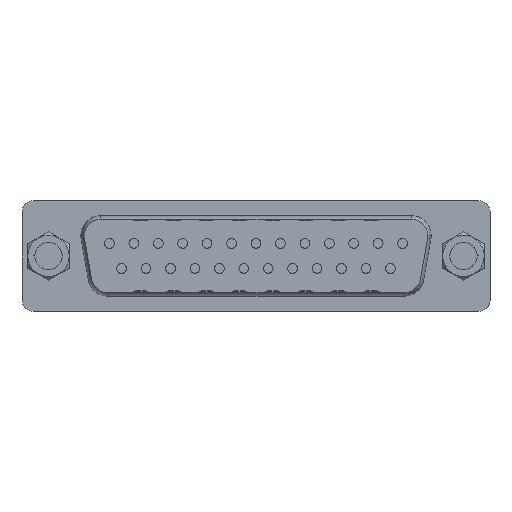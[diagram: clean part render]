
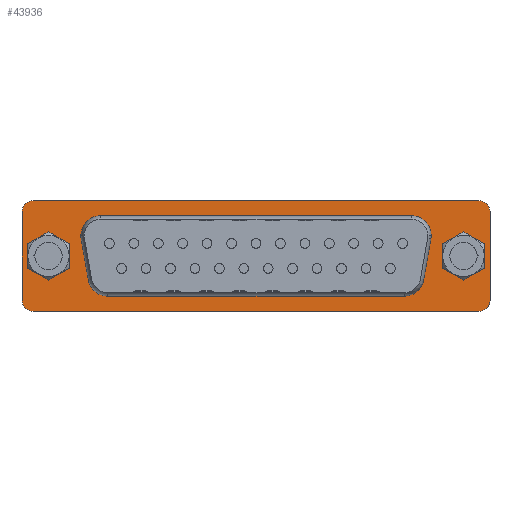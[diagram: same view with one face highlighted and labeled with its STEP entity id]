
A CAD part, top view. The second image highlights one B-rep face of the part: STEP entity #43936.
In plain terms, the highlighted planar face has unit normal (0, 0, 1).
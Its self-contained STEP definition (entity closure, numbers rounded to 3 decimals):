
#43760=AXIS2_PLACEMENT_3D('Circle Axis2P3D',#43758,#43759,$) ;
#43773=AXIS2_PLACEMENT_3D('Plane Axis2P3D',#43770,#43771,#43772) ;
#43777=AXIS2_PLACEMENT_3D('Circle Axis2P3D',#43775,#43776,$) ;
#43793=AXIS2_PLACEMENT_3D('Circle Axis2P3D',#43791,#43792,$) ;
#43807=AXIS2_PLACEMENT_3D('Circle Axis2P3D',#43805,#43806,$) ;
#43821=AXIS2_PLACEMENT_3D('Circle Axis2P3D',#43819,#43820,$) ;
#43843=AXIS2_PLACEMENT_3D('Circle Axis2P3D',#43841,#43842,$) ;
#43852=AXIS2_PLACEMENT_3D('Circle Axis2P3D',#43850,#43851,$) ;
#43861=AXIS2_PLACEMENT_3D('Circle Axis2P3D',#43859,#43860,$) ;
#43870=AXIS2_PLACEMENT_3D('Circle Axis2P3D',#43868,#43869,$) ;
#43888=AXIS2_PLACEMENT_3D('Circle Axis2P3D',#43886,#43887,$) ;
#43902=AXIS2_PLACEMENT_3D('Circle Axis2P3D',#43900,#43901,$) ;
#43907=AXIS2_PLACEMENT_3D('Circle Axis2P3D',#43905,#43906,$) ;
#43921=AXIS2_PLACEMENT_3D('Circle Axis2P3D',#43919,#43920,$) ;
#39219=CARTESIAN_POINT('Vertex',(8.92,10.83,11.06)) ;
#39226=CARTESIAN_POINT('Vertex',(44.13,10.83,11.06)) ;
#39229=CARTESIAN_POINT('Line Origine',(26.525,10.83,11.06)) ;
#43728=CARTESIAN_POINT('Vertex',(46.38,8.58,11.06)) ;
#43732=CARTESIAN_POINT('Control Point',(46.38,8.58,11.06)) ;
#43733=CARTESIAN_POINT('Control Point',(46.38,9.287,11.06)) ;
#43734=CARTESIAN_POINT('Control Point',(46.103,9.994,11.06)) ;
#43735=CARTESIAN_POINT('Control Point',(45.544,10.553,11.06)) ;
#43736=CARTESIAN_POINT('Control Point',(44.837,10.83,11.06)) ;
#43737=CARTESIAN_POINT('Control Point',(44.13,10.83,11.06)) ;
#43755=CARTESIAN_POINT('Vertex',(6.67,8.58,11.06)) ;
#43758=CARTESIAN_POINT('Axis2P3D Location',(8.92,8.58,11.06)) ;
#43770=CARTESIAN_POINT('Axis2P3D Location',(1.25,1.25,11.06)) ;
#43775=CARTESIAN_POINT('Axis2P3D Location',(1.25,1.25,11.06)) ;
#43779=CARTESIAN_POINT('Vertex',(0.,1.25,11.06)) ;
#43781=CARTESIAN_POINT('Vertex',(1.25,0.,11.06)) ;
#43784=CARTESIAN_POINT('Line Origine',(26.525,0.,11.06)) ;
#43788=CARTESIAN_POINT('Vertex',(51.8,0.,11.06)) ;
#43791=CARTESIAN_POINT('Axis2P3D Location',(51.8,1.25,11.06)) ;
#43795=CARTESIAN_POINT('Vertex',(53.05,1.25,11.06)) ;
#43798=CARTESIAN_POINT('Line Origine',(53.05,6.275,11.06)) ;
#43802=CARTESIAN_POINT('Vertex',(53.05,11.3,11.06)) ;
#43805=CARTESIAN_POINT('Axis2P3D Location',(51.8,11.3,11.06)) ;
#43809=CARTESIAN_POINT('Vertex',(51.8,12.55,11.06)) ;
#43812=CARTESIAN_POINT('Line Origine',(26.525,12.55,11.06)) ;
#43816=CARTESIAN_POINT('Vertex',(1.25,12.55,11.06)) ;
#43819=CARTESIAN_POINT('Axis2P3D Location',(1.25,11.3,11.06)) ;
#43823=CARTESIAN_POINT('Vertex',(0.,11.3,11.06)) ;
#43826=CARTESIAN_POINT('Line Origine',(0.,6.275,11.06)) ;
#43841=CARTESIAN_POINT('Axis2P3D Location',(3.005,6.275,11.06)) ;
#43845=CARTESIAN_POINT('Vertex',(4.555,6.275,11.06)) ;
#43847=CARTESIAN_POINT('Vertex',(1.455,6.275,11.06)) ;
#43850=CARTESIAN_POINT('Axis2P3D Location',(3.005,6.275,11.06)) ;
#43859=CARTESIAN_POINT('Axis2P3D Location',(50.045,6.275,11.06)) ;
#43863=CARTESIAN_POINT('Vertex',(51.595,6.275,11.06)) ;
#43865=CARTESIAN_POINT('Vertex',(48.495,6.275,11.06)) ;
#43868=CARTESIAN_POINT('Axis2P3D Location',(50.045,6.275,11.06)) ;
#43877=CARTESIAN_POINT('Line Origine',(26.525,1.72,11.06)) ;
#43881=CARTESIAN_POINT('Vertex',(9.733,1.72,11.06)) ;
#43883=CARTESIAN_POINT('Vertex',(43.317,1.72,11.06)) ;
#43886=CARTESIAN_POINT('Axis2P3D Location',(9.733,3.97,11.06)) ;
#43890=CARTESIAN_POINT('Vertex',(7.517,3.579,11.06)) ;
#43893=CARTESIAN_POINT('Line Origine',(7.111,5.884,11.06)) ;
#43897=CARTESIAN_POINT('Vertex',(6.704,8.189,11.06)) ;
#43900=CARTESIAN_POINT('Axis2P3D Location',(8.92,8.58,11.06)) ;
#43905=CARTESIAN_POINT('Axis2P3D Location',(44.13,8.58,11.06)) ;
#43909=CARTESIAN_POINT('Vertex',(46.346,8.189,11.06)) ;
#43912=CARTESIAN_POINT('Line Origine',(45.939,5.884,11.06)) ;
#43916=CARTESIAN_POINT('Vertex',(45.533,3.579,11.06)) ;
#43919=CARTESIAN_POINT('Axis2P3D Location',(43.317,3.97,11.06)) ;
#39230=DIRECTION('Vector Direction',(-1.,0.,0.)) ;
#43759=DIRECTION('Axis2P3D Direction',(0.,0.,-1.)) ;
#43771=DIRECTION('Axis2P3D Direction',(0.,0.,1.)) ;
#43772=DIRECTION('Axis2P3D XDirection',(1.,0.,0.)) ;
#43776=DIRECTION('Axis2P3D Direction',(0.,0.,1.)) ;
#43785=DIRECTION('Vector Direction',(1.,0.,0.)) ;
#43792=DIRECTION('Axis2P3D Direction',(0.,0.,1.)) ;
#43799=DIRECTION('Vector Direction',(0.,1.,0.)) ;
#43806=DIRECTION('Axis2P3D Direction',(0.,0.,1.)) ;
#43813=DIRECTION('Vector Direction',(-1.,0.,0.)) ;
#43820=DIRECTION('Axis2P3D Direction',(0.,0.,1.)) ;
#43827=DIRECTION('Vector Direction',(0.,-1.,0.)) ;
#43842=DIRECTION('Axis2P3D Direction',(0.,0.,1.)) ;
#43851=DIRECTION('Axis2P3D Direction',(0.,0.,1.)) ;
#43860=DIRECTION('Axis2P3D Direction',(0.,0.,1.)) ;
#43869=DIRECTION('Axis2P3D Direction',(0.,0.,1.)) ;
#43878=DIRECTION('Vector Direction',(1.,0.,0.)) ;
#43887=DIRECTION('Axis2P3D Direction',(0.,0.,1.)) ;
#43894=DIRECTION('Vector Direction',(0.174,-0.985,0.)) ;
#43901=DIRECTION('Axis2P3D Direction',(0.,0.,1.)) ;
#43906=DIRECTION('Axis2P3D Direction',(0.,0.,1.)) ;
#43913=DIRECTION('Vector Direction',(0.174,0.985,0.)) ;
#43920=DIRECTION('Axis2P3D Direction',(0.,0.,1.)) ;
#39231=VECTOR('Line Direction',#39230,1.) ;
#43786=VECTOR('Line Direction',#43785,1.) ;
#43800=VECTOR('Line Direction',#43799,1.) ;
#43814=VECTOR('Line Direction',#43813,1.) ;
#43828=VECTOR('Line Direction',#43827,1.) ;
#43879=VECTOR('Line Direction',#43878,1.) ;
#43895=VECTOR('Line Direction',#43894,1.) ;
#43914=VECTOR('Line Direction',#43913,1.) ;
#43832=ORIENTED_EDGE('',*,*,#43783,.T.) ;
#43833=ORIENTED_EDGE('',*,*,#43790,.T.) ;
#43834=ORIENTED_EDGE('',*,*,#43797,.T.) ;
#43835=ORIENTED_EDGE('',*,*,#43804,.T.) ;
#43836=ORIENTED_EDGE('',*,*,#43811,.T.) ;
#43837=ORIENTED_EDGE('',*,*,#43818,.T.) ;
#43838=ORIENTED_EDGE('',*,*,#43825,.T.) ;
#43839=ORIENTED_EDGE('',*,*,#43830,.T.) ;
#43856=ORIENTED_EDGE('',*,*,#43849,.F.) ;
#43857=ORIENTED_EDGE('',*,*,#43854,.F.) ;
#43874=ORIENTED_EDGE('',*,*,#43867,.F.) ;
#43875=ORIENTED_EDGE('',*,*,#43872,.F.) ;
#43925=ORIENTED_EDGE('',*,*,#43885,.F.) ;
#43926=ORIENTED_EDGE('',*,*,#43892,.F.) ;
#43927=ORIENTED_EDGE('',*,*,#43899,.F.) ;
#43928=ORIENTED_EDGE('',*,*,#43904,.F.) ;
#43929=ORIENTED_EDGE('',*,*,#43762,.F.) ;
#43930=ORIENTED_EDGE('',*,*,#39233,.F.) ;
#43931=ORIENTED_EDGE('',*,*,#43738,.F.) ;
#43932=ORIENTED_EDGE('',*,*,#43911,.F.) ;
#43933=ORIENTED_EDGE('',*,*,#43918,.F.) ;
#43934=ORIENTED_EDGE('',*,*,#43923,.F.) ;
#43858=FACE_BOUND('',#43855,.T.) ;
#43876=FACE_BOUND('',#43873,.T.) ;
#43935=FACE_BOUND('',#43924,.T.) ;
#43936=ADVANCED_FACE('LPattern3',(#43840,#43858,#43876,#43935),#43774,.T.) ;
#43731=B_SPLINE_CURVE_WITH_KNOTS('',5,(#43732,#43733,#43734,#43735,#43736,#43737),.UNSPECIFIED.,.F.,.U.,(6,6),(-1.767,1.767),.UNSPECIFIED.) ;
#43761=CIRCLE('generated circle',#43760,2.25) ;
#43778=CIRCLE('generated circle',#43777,1.25) ;
#43794=CIRCLE('generated circle',#43793,1.25) ;
#43808=CIRCLE('generated circle',#43807,1.25) ;
#43822=CIRCLE('generated circle',#43821,1.25) ;
#43844=CIRCLE('generated circle',#43843,1.55) ;
#43853=CIRCLE('generated circle',#43852,1.55) ;
#43862=CIRCLE('generated circle',#43861,1.55) ;
#43871=CIRCLE('generated circle',#43870,1.55) ;
#43889=CIRCLE('generated circle',#43888,2.25) ;
#43903=CIRCLE('generated circle',#43902,2.25) ;
#43908=CIRCLE('generated circle',#43907,2.25) ;
#43922=CIRCLE('generated circle',#43921,2.25) ;
#39233=EDGE_CURVE('',#39227,#39220,#39232,.T.) ;
#43738=EDGE_CURVE('',#43729,#39227,#43731,.T.) ;
#43762=EDGE_CURVE('',#39220,#43756,#43761,.F.) ;
#43783=EDGE_CURVE('',#43780,#43782,#43778,.T.) ;
#43790=EDGE_CURVE('',#43782,#43789,#43787,.T.) ;
#43797=EDGE_CURVE('',#43789,#43796,#43794,.T.) ;
#43804=EDGE_CURVE('',#43796,#43803,#43801,.T.) ;
#43811=EDGE_CURVE('',#43803,#43810,#43808,.T.) ;
#43818=EDGE_CURVE('',#43810,#43817,#43815,.T.) ;
#43825=EDGE_CURVE('',#43817,#43824,#43822,.T.) ;
#43830=EDGE_CURVE('',#43824,#43780,#43829,.T.) ;
#43849=EDGE_CURVE('',#43846,#43848,#43844,.T.) ;
#43854=EDGE_CURVE('',#43848,#43846,#43853,.T.) ;
#43867=EDGE_CURVE('',#43864,#43866,#43862,.T.) ;
#43872=EDGE_CURVE('',#43866,#43864,#43871,.T.) ;
#43885=EDGE_CURVE('',#43882,#43884,#43880,.T.) ;
#43892=EDGE_CURVE('',#43891,#43882,#43889,.T.) ;
#43899=EDGE_CURVE('',#43898,#43891,#43896,.T.) ;
#43904=EDGE_CURVE('',#43756,#43898,#43903,.T.) ;
#43911=EDGE_CURVE('',#43910,#43729,#43908,.T.) ;
#43918=EDGE_CURVE('',#43917,#43910,#43915,.T.) ;
#43923=EDGE_CURVE('',#43884,#43917,#43922,.T.) ;
#43831=EDGE_LOOP('',(#43832,#43833,#43834,#43835,#43836,#43837,#43838,#43839)) ;
#43855=EDGE_LOOP('',(#43856,#43857)) ;
#43873=EDGE_LOOP('',(#43874,#43875)) ;
#43924=EDGE_LOOP('',(#43925,#43926,#43927,#43928,#43929,#43930,#43931,#43932,#43933,#43934)) ;
#43840=FACE_OUTER_BOUND('',#43831,.T.) ;
#39232=LINE('Line',#39229,#39231) ;
#43787=LINE('Line',#43784,#43786) ;
#43801=LINE('Line',#43798,#43800) ;
#43815=LINE('Line',#43812,#43814) ;
#43829=LINE('Line',#43826,#43828) ;
#43880=LINE('Line',#43877,#43879) ;
#43896=LINE('Line',#43893,#43895) ;
#43915=LINE('Line',#43912,#43914) ;
#43774=PLANE('',#43773) ;
#39220=VERTEX_POINT('',#39219) ;
#39227=VERTEX_POINT('',#39226) ;
#43729=VERTEX_POINT('',#43728) ;
#43756=VERTEX_POINT('',#43755) ;
#43780=VERTEX_POINT('',#43779) ;
#43782=VERTEX_POINT('',#43781) ;
#43789=VERTEX_POINT('',#43788) ;
#43796=VERTEX_POINT('',#43795) ;
#43803=VERTEX_POINT('',#43802) ;
#43810=VERTEX_POINT('',#43809) ;
#43817=VERTEX_POINT('',#43816) ;
#43824=VERTEX_POINT('',#43823) ;
#43846=VERTEX_POINT('',#43845) ;
#43848=VERTEX_POINT('',#43847) ;
#43864=VERTEX_POINT('',#43863) ;
#43866=VERTEX_POINT('',#43865) ;
#43882=VERTEX_POINT('',#43881) ;
#43884=VERTEX_POINT('',#43883) ;
#43891=VERTEX_POINT('',#43890) ;
#43898=VERTEX_POINT('',#43897) ;
#43910=VERTEX_POINT('',#43909) ;
#43917=VERTEX_POINT('',#43916) ;
